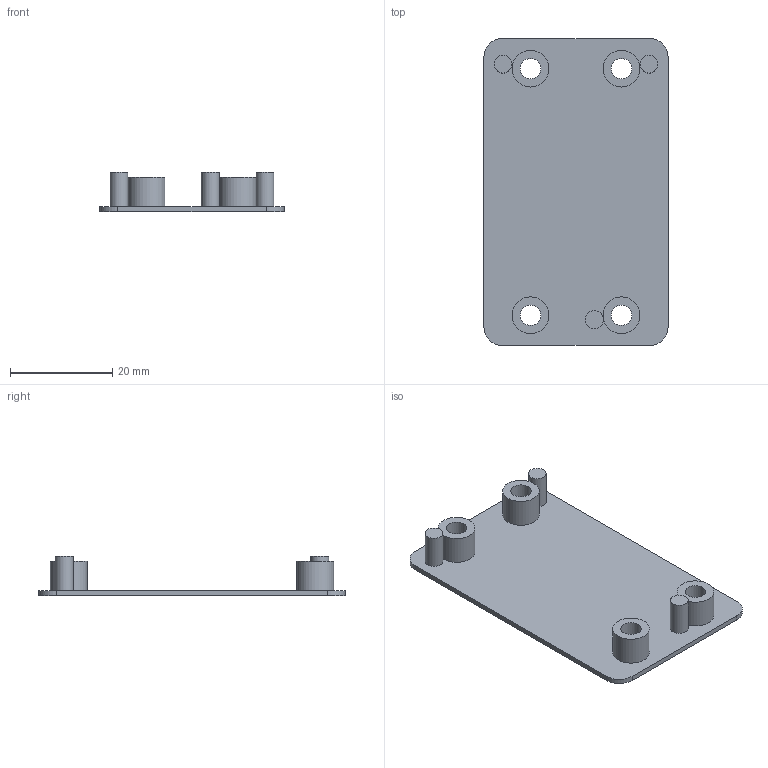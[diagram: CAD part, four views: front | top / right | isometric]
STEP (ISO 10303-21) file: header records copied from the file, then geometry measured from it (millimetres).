
FILE_DESCRIPTION(('Open CASCADE Model'),'2;1');
FILE_NAME('Open CASCADE Shape Model','2025-07-22T18:42:00',('Author'),( 'Open CASCADE'),'Open CASCADE STEP processor 7.7','Open CASCADE 7.7' ,'Unknown');
FILE_SCHEMA(('AUTOMOTIVE_DESIGN { 1 0 10303 214 1 1 1 1 }'));
Length unit declared in the file: millimetre
Products named in the file (1): Open CASCADE STEP translator 7.7 17
Bounding box: 36 x 60 x 7.7 mm (x, y, z)
Volume: 2934.4 mm3; surface area: 5457.9 mm2
Topology: 1 solids, 1 shells, 28 faces, 57 edges, 38 vertices
Faces by surface type: cylinder 15, plane 13
Full cylindrical faces by diameter (mm): 3.5 x3, 4 x4, 7.2 x4
Entity records: 1557 total; most frequent: CARTESIAN_POINT 316, DIRECTION 246, ORIENTED_EDGE 114, PCURVE 114, DEFINITIONAL_REPRESENTATION 114, LINE 111, VECTOR 111, AXIS2_PLACEMENT_3D 59
